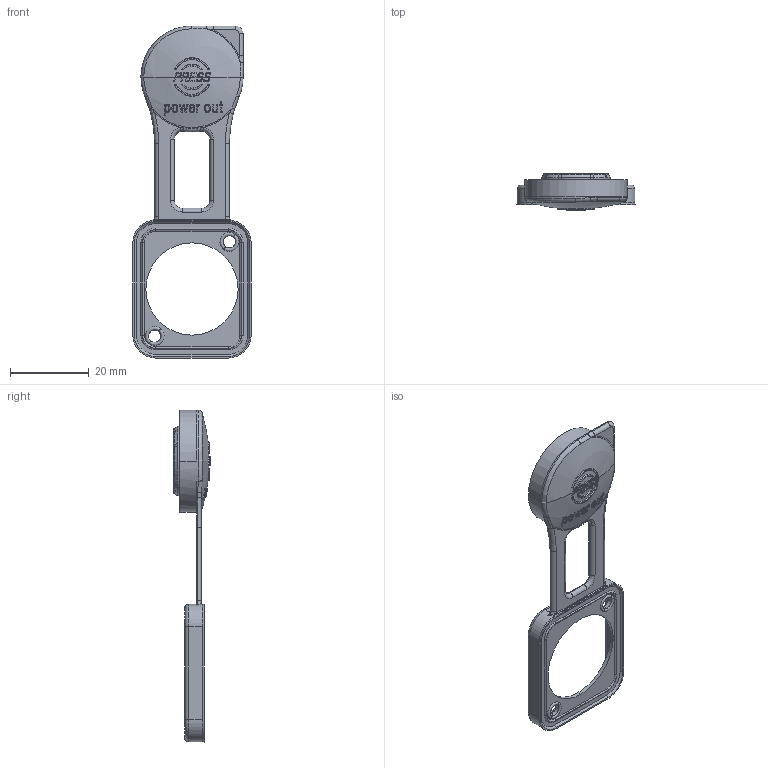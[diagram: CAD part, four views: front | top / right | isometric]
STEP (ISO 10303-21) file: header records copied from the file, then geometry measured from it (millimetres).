
FILE_DESCRIPTION((''),'2;1');
FILE_NAME('MALE_SEALING_COVER_POWER_OUT','2022-07-28T19:05:51',('lwb'),(''),'CREO PARAMETRIC BY PTC INC, 2018050','CREO PARAMETRIC BY PTC INC, 2018050','');
FILE_SCHEMA(('CONFIG_CONTROL_DESIGN'));
Length unit declared in the file: millimetre
Products named in the file (1): MALE_SEALING_COVER_POWER_OUT
Bounding box: 30.14 x 9.3 x 84.57 mm (x, y, z)
Volume: 3883.1 mm3; surface area: 5373.7 mm2
Topology: 1 solids, 1 shells, 607 faces, 1674 edges, 1082 vertices
Faces by surface type: plane 275, torus 93, extrusion 80, cylinder 74, cone 36, sphere 32, bspline 17
Entity records: 21450 total; most frequent: CARTESIAN_POINT 5617, DIRECTION 3478, ORIENTED_EDGE 3324, EDGE_CURVE 1662, AXIS2_PLACEMENT_3D 1456, VERTEX_POINT 1082, CIRCLE 946, EDGE_LOOP 640
